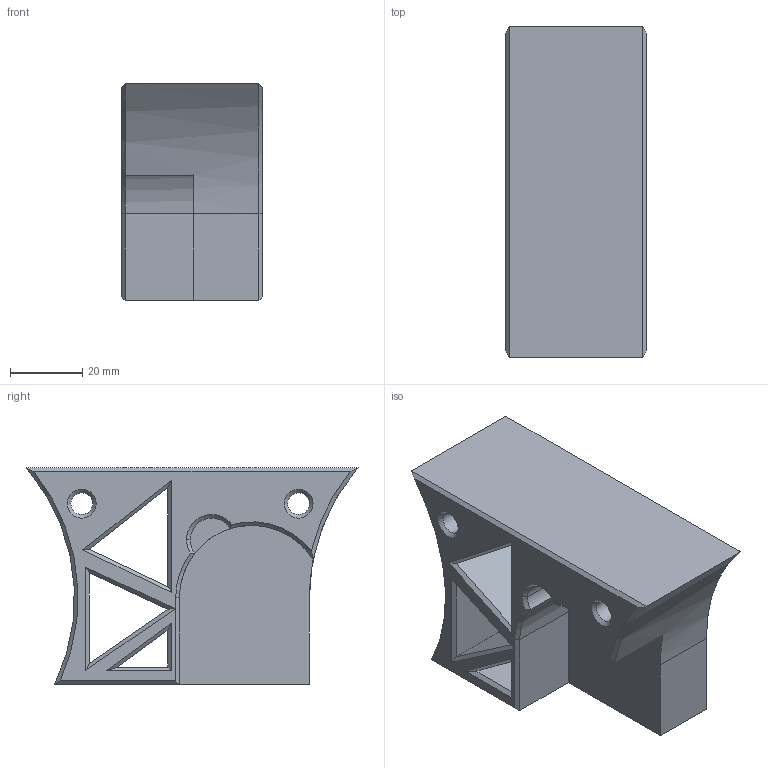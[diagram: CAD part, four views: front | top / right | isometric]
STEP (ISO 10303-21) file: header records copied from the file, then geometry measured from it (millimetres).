
FILE_DESCRIPTION(('FreeCAD Model'),'2;1');
FILE_NAME('Open CASCADE Shape Model','2024-06-16T10:51:43',(''),(''), 'Open CASCADE STEP processor 7.6','FreeCAD','Unknown');
FILE_SCHEMA(('AUTOMOTIVE_DESIGN { 1 0 10303 214 1 1 1 1 }'));
Length unit declared in the file: millimetre
Products named in the file (1): sideprotector
Bounding box: 39 x 91.84 x 60 mm (x, y, z)
Volume: 108058 mm3; surface area: 27089 mm2
Topology: 1 solids, 1 shells, 60 faces, 138 edges, 80 vertices
Faces by surface type: plane 41, cone 12, cylinder 7
Full cylindrical faces by diameter (mm): 6 x2
Entity records: 3530 total; most frequent: CARTESIAN_POINT 627, DIRECTION 560, LINE 341, VECTOR 341, ORIENTED_EDGE 276, PCURVE 276, DEFINITIONAL_REPRESENTATION 276, EDGE_CURVE 138
